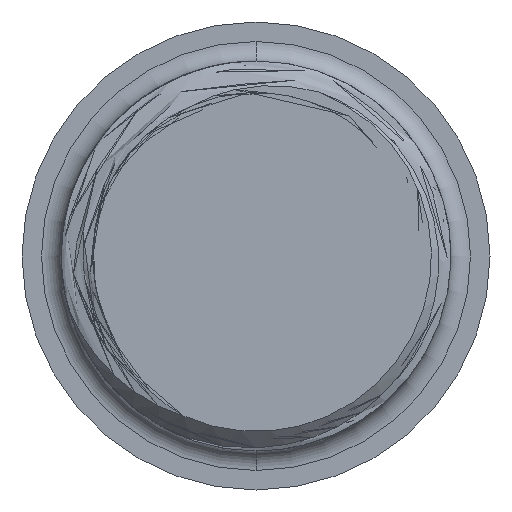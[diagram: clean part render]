
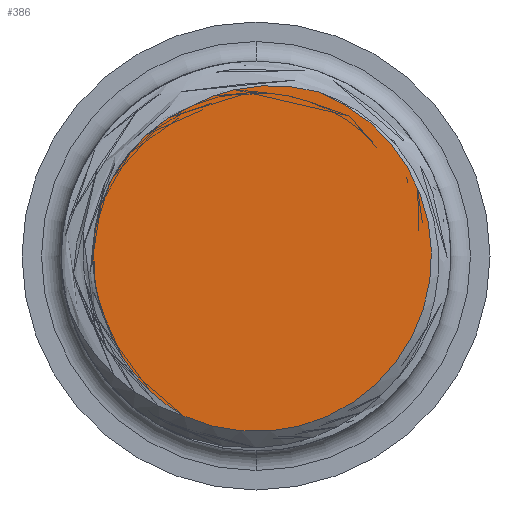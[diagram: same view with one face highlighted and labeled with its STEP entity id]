
A CAD part, front view. The second image highlights one B-rep face of the part: STEP entity #386.
In plain terms, the highlighted planar face has unit normal (0, -1, 0).
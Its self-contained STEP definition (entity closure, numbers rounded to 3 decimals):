
#123 = EDGE_CURVE ( 'NONE', #3867, #516, #911, .T. ) ;
#125 = CARTESIAN_POINT ( 'NONE',  ( -3.869, 0., -1.603 ) ) ;
#270 = CARTESIAN_POINT ( 'NONE',  ( -2.925, 0., -3.26 ) ) ;
#312 = B_SPLINE_CURVE_WITH_KNOTS ( 'NONE', 3,
 ( #1339, #2186, #3724, #4803, #3676, #270, #1362, #3347, #4427, #1435 ),
 .UNSPECIFIED., .F., .F.,
 ( 4, 2, 2, 2, 4 ),
 ( 0., 0.001, 0.002, 0.002, 0.003 ),
 .UNSPECIFIED. ) ;
#326 = CARTESIAN_POINT ( 'NONE',  ( -1.603, 0., 3.869 ) ) ;
#335 = VERTEX_POINT ( 'NONE', #1575 ) ;
#386 = ADVANCED_FACE ( 'NONE', ( #2421 ), #3956, .T. ) ;
#404 = CARTESIAN_POINT ( 'NONE',  ( 1.062, 0., 4.329 ) ) ;
#475 = CARTESIAN_POINT ( 'NONE',  ( -1.603, 0., 3.869 ) ) ;
#498 = CARTESIAN_POINT ( 'NONE',  ( -2.102, 0., 3.633 ) ) ;
#516 = VERTEX_POINT ( 'NONE', #3307 ) ;
#697 = CARTESIAN_POINT ( 'NONE',  ( -1.847, 0., -4.103 ) ) ;
#708 = CARTESIAN_POINT ( 'NONE',  ( -1.359, 0., 4.001 ) ) ;
#732 = CARTESIAN_POINT ( 'NONE',  ( 1.595, 0., 4.208 ) ) ;
#850 = CARTESIAN_POINT ( 'NONE',  ( -3.156, 0., 2.767 ) ) ;
#911 = CIRCLE ( 'NONE', #3323, 4.5 ) ;
#970 = DIRECTION ( 'NONE',  ( 0., -1., 0. ) ) ;
#978 = ORIENTED_EDGE ( 'NONE', *, *, #4750, .T. ) ;
#1117 = CARTESIAN_POINT ( 'NONE',  ( 1.332, 0., 4.28 ) ) ;
#1264 = CARTESIAN_POINT ( 'NONE',  ( -4.055, 0., 1.083 ) ) ;
#1339 = CARTESIAN_POINT ( 'NONE',  ( -3.869, 0., -1.603 ) ) ;
#1362 = CARTESIAN_POINT ( 'NONE',  ( -2.733, 0., -3.455 ) ) ;
#1397 = DIRECTION ( 'NONE',  ( 0., 0., -1. ) ) ;
#1435 = CARTESIAN_POINT ( 'NONE',  ( -1.847, 0., -4.103 ) ) ;
#1575 = CARTESIAN_POINT ( 'NONE',  ( -3.869, 0., -1.603 ) ) ;
#1756 = CARTESIAN_POINT ( 'NONE',  ( 0., 0., 0. ) ) ;
#1962 = CARTESIAN_POINT ( 'NONE',  ( -2.771, 0., 3.153 ) ) ;
#2014 = CARTESIAN_POINT ( 'NONE',  ( -3.333, 0., 2.551 ) ) ;
#2082 = ORIENTED_EDGE ( 'NONE', *, *, #3702, .T. ) ;
#2186 = CARTESIAN_POINT ( 'NONE',  ( -3.79, 0., -1.868 ) ) ;
#2267 = CARTESIAN_POINT ( 'NONE',  ( -0.305, 0., 4.321 ) ) ;
#2421 = FACE_OUTER_BOUND ( 'NONE', #2929, .T. ) ;
#2458 = VERTEX_POINT ( 'NONE', #326 ) ;
#2493 = EDGE_CURVE ( 'NONE', #516, #2458, #2858, .T. ) ;
#2787 = CARTESIAN_POINT ( 'NONE',  ( -4.161, 0., 0.548 ) ) ;
#2858 = B_SPLINE_CURVE_WITH_KNOTS ( 'NONE', 3,
 ( #732, #1117, #404, #4162, #3099, #2267, #4582, #3431, #708, #4958 ),
 .UNSPECIFIED., .F., .F.,
 ( 4, 2, 2, 2, 4 ),
 ( 0.004, 0.005, 0.006, 0.006, 0.007 ),
 .UNSPECIFIED. ) ;
#2929 = EDGE_LOOP ( 'NONE', ( #4083, #4592, #978, #2082 ) ) ;
#3062 = CARTESIAN_POINT ( 'NONE',  ( -2.56, 0., 3.326 ) ) ;
#3099 = CARTESIAN_POINT ( 'NONE',  ( 0.238, 0., 4.374 ) ) ;
#3169 = CARTESIAN_POINT ( 'NONE',  ( -3.765, 0., 1.855 ) ) ;
#3202 = DIRECTION ( 'NONE',  ( 0., -1., 0. ) ) ;
#3246 = AXIS2_PLACEMENT_3D ( 'NONE', #4812, #3202, #1397 ) ;
#3307 = CARTESIAN_POINT ( 'NONE',  ( 1.595, 0., 4.208 ) ) ;
#3323 = AXIS2_PLACEMENT_3D ( 'NONE', #1756, #970, #4820 ) ;
#3347 = CARTESIAN_POINT ( 'NONE',  ( -2.314, 0., -3.809 ) ) ;
#3431 = CARTESIAN_POINT ( 'NONE',  ( -1.105, 0., 4.106 ) ) ;
#3449 = CARTESIAN_POINT ( 'NONE',  ( -4.188, 0., 0.276 ) ) ;
#3549 = CARTESIAN_POINT ( 'NONE',  ( -3.636, 0., 2.096 ) ) ;
#3676 = CARTESIAN_POINT ( 'NONE',  ( -3.274, 0., -2.835 ) ) ;
#3702 = EDGE_CURVE ( 'NONE', #335, #3867, #312, .T. ) ;
#3724 = CARTESIAN_POINT ( 'NONE',  ( -3.685, 0., -2.121 ) ) ;
#3867 = VERTEX_POINT ( 'NONE', #697 ) ;
#3956 = PLANE ( 'NONE',  #3246 ) ;
#4001 = CARTESIAN_POINT ( 'NONE',  ( -4.081, 0., -1.092 ) ) ;
#4046 = B_SPLINE_CURVE_WITH_KNOTS ( 'NONE', 3,
 ( #475, #4302, #498, #3062, #1962, #850, #2014, #3549, #3169, #4703, #1264, #2787, #3449, #4974, #4001, #125 ),
 .UNSPECIFIED., .F., .F.,
 ( 4, 2, 2, 2, 2, 2, 2, 4 ),
 ( 0., 0.001, 0.002, 0.002, 0.003, 0.004, 0.005, 0.007 ),
 .UNSPECIFIED. ) ;
#4083 = ORIENTED_EDGE ( 'NONE', *, *, #123, .T. ) ;
#4162 = CARTESIAN_POINT ( 'NONE',  ( 0.511, 0., 4.376 ) ) ;
#4302 = CARTESIAN_POINT ( 'NONE',  ( -1.858, 0., 3.764 ) ) ;
#4427 = CARTESIAN_POINT ( 'NONE',  ( -2.085, 0., -3.968 ) ) ;
#4582 = CARTESIAN_POINT ( 'NONE',  ( -0.576, 0., 4.267 ) ) ;
#4592 = ORIENTED_EDGE ( 'NONE', *, *, #2493, .T. ) ;
#4703 = CARTESIAN_POINT ( 'NONE',  ( -3.974, 0., 1.349 ) ) ;
#4750 = EDGE_CURVE ( 'NONE', #2458, #335, #4046, .T. ) ;
#4803 = CARTESIAN_POINT ( 'NONE',  ( -3.428, 0., -2.604 ) ) ;
#4812 = CARTESIAN_POINT ( 'NONE',  ( 5., 0., 0. ) ) ;
#4820 = DIRECTION ( 'NONE',  ( 0., 0., -1. ) ) ;
#4958 = CARTESIAN_POINT ( 'NONE',  ( -1.603, 0., 3.869 ) ) ;
#4974 = CARTESIAN_POINT ( 'NONE',  ( -4.188, 0., -0.551 ) ) ;
